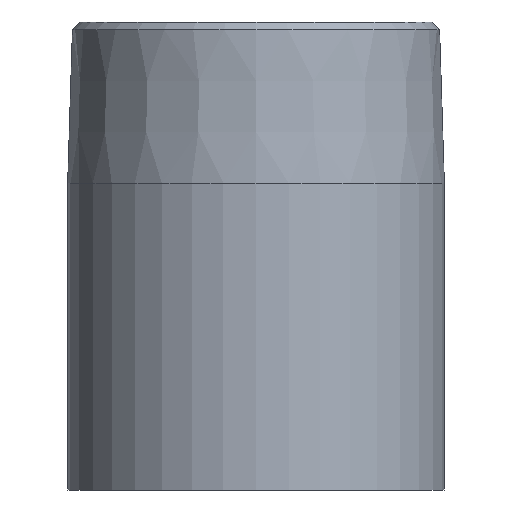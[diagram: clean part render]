
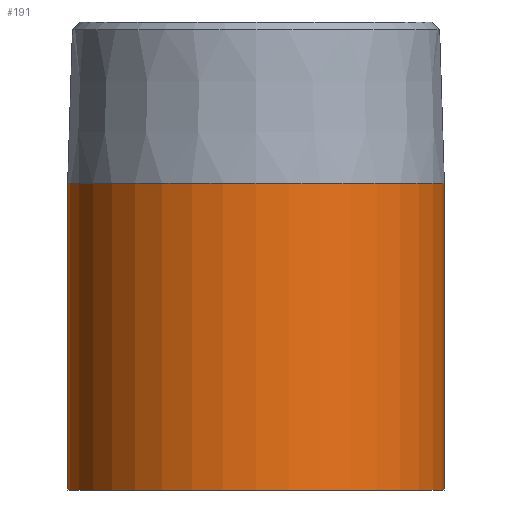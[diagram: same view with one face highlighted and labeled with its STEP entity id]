
A CAD part, left-side view. The second image highlights one B-rep face of the part: STEP entity #191.
In plain terms, the highlighted cylindrical face has radius 24.15 mm (diameter 48.3 mm), a partial arc.
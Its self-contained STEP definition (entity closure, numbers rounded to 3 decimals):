
#40=DIRECTION('',(0.,0.,1.));
#41=VECTOR('',#40,39.348);
#42=CARTESIAN_POINT('',(0.,24.15,0.));
#43=LINE('',#42,#41);
#44=CARTESIAN_POINT('',(0.,0.,39.348));
#45=DIRECTION('',(0.,0.,-1.));
#46=DIRECTION('',(0.,-1.,0.));
#47=AXIS2_PLACEMENT_3D('',#44,#45,#46);
#49=DIRECTION('',(0.,0.,1.));
#50=VECTOR('',#49,39.348);
#51=CARTESIAN_POINT('',(0.,-24.15,0.));
#52=LINE('',#51,#50);
#53=CARTESIAN_POINT('',(0.,0.,0.));
#54=DIRECTION('',(0.,0.,1.));
#55=DIRECTION('',(0.,1.,0.));
#56=AXIS2_PLACEMENT_3D('',#53,#54,#55);
#102=CARTESIAN_POINT('',(0.,24.15,0.));
#103=CARTESIAN_POINT('',(0.,-24.15,0.));
#104=VERTEX_POINT('',#102);
#105=VERTEX_POINT('',#103);
#106=CARTESIAN_POINT('',(0.,24.15,39.348));
#107=VERTEX_POINT('',#106);
#108=CARTESIAN_POINT('',(0.,-24.15,39.348));
#109=VERTEX_POINT('',#108);
#179=CARTESIAN_POINT('',(0.,0.,63.));
#180=DIRECTION('',(0.,0.,-1.));
#181=DIRECTION('',(0.,-1.,0.));
#182=AXIS2_PLACEMENT_3D('',#179,#180,#181);
#183=CYLINDRICAL_SURFACE('',#182,24.15);
#184=ORIENTED_EDGE('',*,*,#169,.T.);
#186=ORIENTED_EDGE('',*,*,#185,.F.);
#187=ORIENTED_EDGE('',*,*,#172,.F.);
#188=ORIENTED_EDGE('',*,*,#155,.F.);
#189=EDGE_LOOP('',(#184,#186,#187,#188));
#190=FACE_OUTER_BOUND('',#189,.F.);
#191=ADVANCED_FACE('',(#190),#183,.T.);
#48=CIRCLE('',#47,24.15);
#57=CIRCLE('',#56,24.15);
#155=EDGE_CURVE('',#104,#105,#57,.T.);
#169=EDGE_CURVE('',#104,#107,#43,.T.);
#172=EDGE_CURVE('',#105,#109,#52,.T.);
#185=EDGE_CURVE('',#109,#107,#48,.T.);
